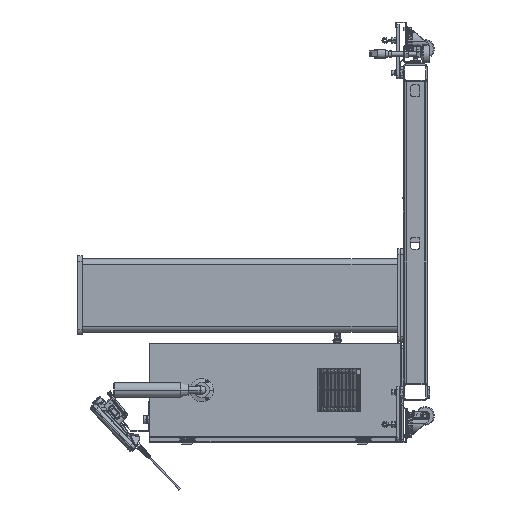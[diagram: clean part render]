
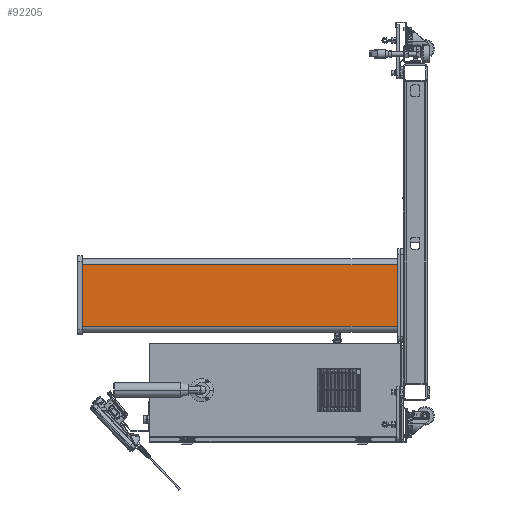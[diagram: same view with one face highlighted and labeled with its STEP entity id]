
A CAD part, left-side view. The second image highlights one B-rep face of the part: STEP entity #92205.
In plain terms, the highlighted planar face has unit normal (-1, 0, 0).
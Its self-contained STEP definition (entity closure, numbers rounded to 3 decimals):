
#5864 = VECTOR ( 'NONE', #190118, 1000. ) ;
#19730 = DIRECTION ( 'NONE',  ( 0., 0., -1. ) ) ;
#20194 = VECTOR ( 'NONE', #168135, 1000. ) ;
#20466 = ORIENTED_EDGE ( 'NONE', *, *, #48116, .F. ) ;
#23398 = EDGE_CURVE ( 'NONE', #86376, #112287, #28642, .T. ) ;
#28098 = VECTOR ( 'NONE', #77498, 1000. ) ;
#28642 = LINE ( 'NONE', #58320, #188311 ) ;
#38799 = LINE ( 'NONE', #129742, #5864 ) ;
#46782 = FACE_OUTER_BOUND ( 'NONE', #77645, .T. ) ;
#48116 = EDGE_CURVE ( 'NONE', #112287, #148272, #119574, .T. ) ;
#53144 = LINE ( 'NONE', #139879, #20194 ) ;
#53241 = CARTESIAN_POINT ( 'NONE',  ( -125., 33.159, -704.507 ) ) ;
#58320 = CARTESIAN_POINT ( 'NONE',  ( -125., 1107.159, -914.507 ) ) ;
#60910 = CARTESIAN_POINT ( 'NONE',  ( -125., 1107.159, -704.507 ) ) ;
#73426 = DIRECTION ( 'NONE',  ( 0., 0., 1. ) ) ;
#77498 = DIRECTION ( 'NONE',  ( 0., -1., 0. ) ) ;
#77645 = EDGE_LOOP ( 'NONE', ( #105908, #20466, #79428, #79850 ) ) ;
#79428 = ORIENTED_EDGE ( 'NONE', *, *, #23398, .F. ) ;
#79850 = ORIENTED_EDGE ( 'NONE', *, *, #81134, .T. ) ;
#81134 = EDGE_CURVE ( 'NONE', #86376, #161059, #38799, .T. ) ;
#86376 = VERTEX_POINT ( 'NONE', #160735 ) ;
#88104 = CARTESIAN_POINT ( 'NONE',  ( -125., 33.159, -914.507 ) ) ;
#90600 = CARTESIAN_POINT ( 'NONE',  ( -125., 1107.159, -704.507 ) ) ;
#92205 = ADVANCED_FACE ( 'NONE', ( #46782 ), #139109, .F. ) ;
#95107 = CARTESIAN_POINT ( 'NONE',  ( -125., 1107.159, -914.507 ) ) ;
#105908 = ORIENTED_EDGE ( 'NONE', *, *, #192780, .T. ) ;
#112287 = VERTEX_POINT ( 'NONE', #60910 ) ;
#119574 = LINE ( 'NONE', #90600, #28098 ) ;
#129742 = CARTESIAN_POINT ( 'NONE',  ( -125., 1107.159, -914.507 ) ) ;
#139109 = PLANE ( 'NONE',  #149531 ) ;
#139879 = CARTESIAN_POINT ( 'NONE',  ( -125., 33.159, -914.507 ) ) ;
#141035 = DIRECTION ( 'NONE',  ( 1., 0., 0. ) ) ;
#148272 = VERTEX_POINT ( 'NONE', #53241 ) ;
#149531 = AXIS2_PLACEMENT_3D ( 'NONE', #95107, #141035, #19730 ) ;
#160735 = CARTESIAN_POINT ( 'NONE',  ( -125., 1107.159, -914.507 ) ) ;
#161059 = VERTEX_POINT ( 'NONE', #88104 ) ;
#168135 = DIRECTION ( 'NONE',  ( 0., 0., 1. ) ) ;
#188311 = VECTOR ( 'NONE', #73426, 1000. ) ;
#190118 = DIRECTION ( 'NONE',  ( 0., -1., 0. ) ) ;
#192780 = EDGE_CURVE ( 'NONE', #161059, #148272, #53144, .T. ) ;
